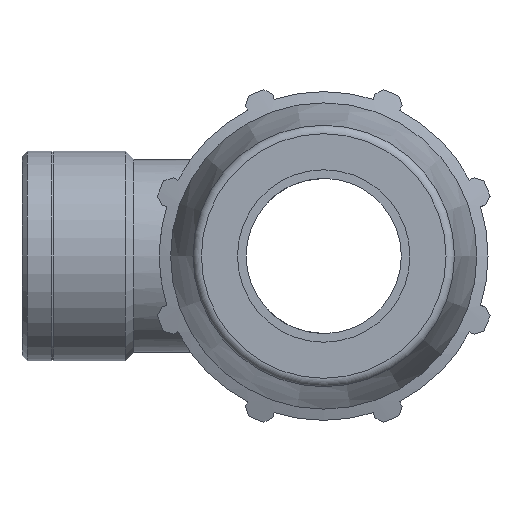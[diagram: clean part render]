
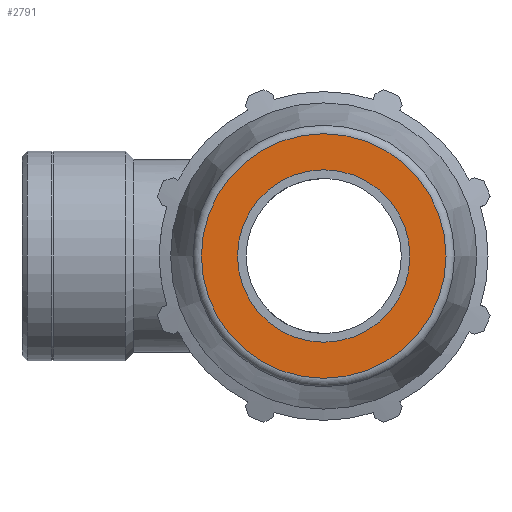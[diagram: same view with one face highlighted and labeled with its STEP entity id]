
A CAD part, left-side view. The second image highlights one B-rep face of the part: STEP entity #2791.
In plain terms, the highlighted planar face has unit normal (-1, 0, 0).
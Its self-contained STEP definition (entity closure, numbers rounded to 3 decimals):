
#58=PLANE('',#3005);
#591=FACE_BOUND('',#865,.T.);
#693=FACE_OUTER_BOUND('',#864,.T.);
#864=EDGE_LOOP('',(#2118));
#865=EDGE_LOOP('',(#2119));
#1039=CIRCLE('',#3003,28.38);
#1040=CIRCLE('',#3006,20.);
#1234=VERTEX_POINT('',#4426);
#1235=VERTEX_POINT('',#4430);
#1559=EDGE_CURVE('',#1234,#1234,#1039,.T.);
#1560=EDGE_CURVE('',#1235,#1235,#1040,.T.);
#2118=ORIENTED_EDGE('',*,*,#1559,.T.);
#2119=ORIENTED_EDGE('',*,*,#1560,.T.);
#2791=ADVANCED_FACE('',(#693,#591),#58,.F.);
#3003=AXIS2_PLACEMENT_3D('',#4427,#3504,#3505);
#3005=AXIS2_PLACEMENT_3D('',#4429,#3508,#3509);
#3006=AXIS2_PLACEMENT_3D('',#4431,#3510,#3511);
#3504=DIRECTION('center_axis',(-1.,0.,0.));
#3505=DIRECTION('ref_axis',(0.,-1.,0.));
#3508=DIRECTION('center_axis',(1.,0.,0.));
#3509=DIRECTION('ref_axis',(0.,0.,-1.));
#3510=DIRECTION('center_axis',(1.,0.,0.));
#3511=DIRECTION('ref_axis',(0.,0.,-1.));
#4426=CARTESIAN_POINT('',(-108.5,28.38,0.));
#4427=CARTESIAN_POINT('Origin',(-108.5,0.,0.));
#4429=CARTESIAN_POINT('Origin',(-108.5,20.,0.));
#4430=CARTESIAN_POINT('',(-108.5,20.,0.));
#4431=CARTESIAN_POINT('Origin',(-108.5,0.,0.));
